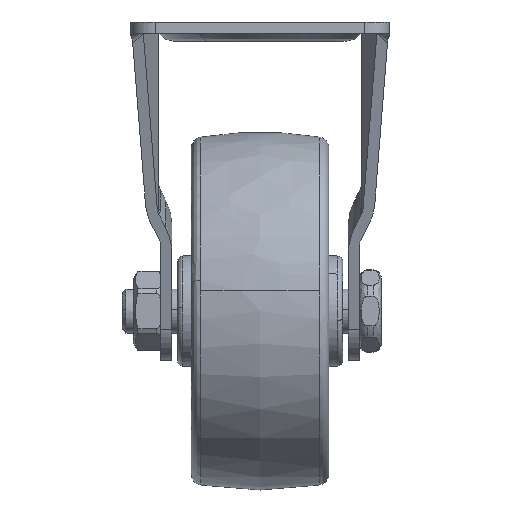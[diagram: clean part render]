
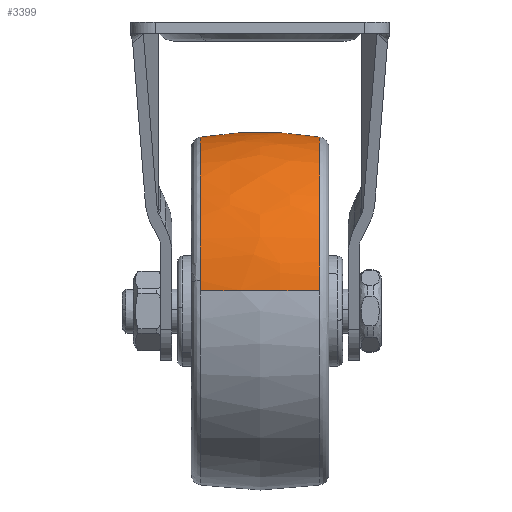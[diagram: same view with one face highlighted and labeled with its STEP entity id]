
A CAD part, left-side view. The second image highlights one B-rep face of the part: STEP entity #3399.
In plain terms, the highlighted free-form (B-spline) face has degree [2, 2] with [5, 3] control points.
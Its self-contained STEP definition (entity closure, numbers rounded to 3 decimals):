
#1685=CARTESIAN_POINT('',(0.0,-10.833,31.591));
#1686=VERTEX_POINT('',#1685);
#1700=CARTESIAN_POINT('',(-31.38,-10.833,3.648));
#1701=VERTEX_POINT('',#1700);
#1702=CARTESIAN_POINT('',(0.0,-10.833,31.591));
#1703=CARTESIAN_POINT('',(-28.131,-10.833,31.591));
#1704=CARTESIAN_POINT('',(-31.38,-10.833,3.648));
#1712=(BOUNDED_CURVE()B_SPLINE_CURVE(2,(#1702,#1703,#1704),.UNSPECIFIED.,.F.,.U.)B_SPLINE_CURVE_WITH_KNOTS((3,3),(0.5,0.73),.UNSPECIFIED.)CURVE()GEOMETRIC_REPRESENTATION_ITEM()RATIONAL_B_SPLINE_CURVE((1.0,0.731,0.957))REPRESENTATION_ITEM(''));
#1713=EDGE_CURVE('',#1686,#1701,#1712,.T.);
#1774=CARTESIAN_POINT('',(0.0,10.833,31.591));
#1775=VERTEX_POINT('',#1774);
#1838=CARTESIAN_POINT('',(-31.103,10.833,5.529));
#1839=VERTEX_POINT('',#1838);
#1853=CARTESIAN_POINT('',(0.0,10.833,31.591));
#1854=CARTESIAN_POINT('',(-26.47,10.833,31.591));
#1855=CARTESIAN_POINT('',(-31.103,10.833,5.529));
#1863=(BOUNDED_CURVE()B_SPLINE_CURVE(2,(#1853,#1854,#1855),.UNSPECIFIED.,.F.,.U.)B_SPLINE_CURVE_WITH_KNOTS((3,3),(0.5,0.72),.UNSPECIFIED.)CURVE()GEOMETRIC_REPRESENTATION_ITEM()RATIONAL_B_SPLINE_CURVE((1.0,0.742,0.938))REPRESENTATION_ITEM(''));
#1864=EDGE_CURVE('',#1775,#1839,#1863,.T.);
#1913=CARTESIAN_POINT('',(-31.38,10.833,3.648));
#1914=VERTEX_POINT('',#1913);
#1930=CARTESIAN_POINT('',(-31.103,10.833,5.529));
#1931=CARTESIAN_POINT('',(-31.27,10.833,4.593));
#1932=CARTESIAN_POINT('',(-31.38,10.833,3.648));
#1940=(BOUNDED_CURVE()B_SPLINE_CURVE(2,(#1930,#1931,#1932),.UNSPECIFIED.,.F.,.U.)B_SPLINE_CURVE_WITH_KNOTS((3,3),(0.72,0.73),.UNSPECIFIED.)CURVE()GEOMETRIC_REPRESENTATION_ITEM()RATIONAL_B_SPLINE_CURVE((0.938,0.947,0.957))REPRESENTATION_ITEM(''));
#1941=EDGE_CURVE('',#1839,#1914,#1940,.T.);
#3330=CARTESIAN_POINT('',(-31.38,-10.833,3.648));
#3331=CARTESIAN_POINT('',(-32.283,-5.455,3.753));
#3332=CARTESIAN_POINT('',(-32.283,0.,3.753));
#3333=CARTESIAN_POINT('',(-32.283,5.455,3.753));
#3334=CARTESIAN_POINT('',(-31.38,10.833,3.648));
#3342=(BOUNDED_CURVE()B_SPLINE_CURVE(2,(#3330,#3331,#3332,#3333,#3334),.UNSPECIFIED.,.F.,.U.)B_SPLINE_CURVE_WITH_KNOTS((3,2,3),(0.418,0.5,0.582),.UNSPECIFIED.)CURVE()GEOMETRIC_REPRESENTATION_ITEM()RATIONAL_B_SPLINE_CURVE((0.922,0.936,0.957,0.936,0.922))REPRESENTATION_ITEM(''));
#3343=EDGE_CURVE('',#1701,#1914,#3342,.T.);
#3348=CARTESIAN_POINT('',(0.0,-10.833,31.591));
#3349=CARTESIAN_POINT('',(0.0,-5.455,32.5));
#3350=CARTESIAN_POINT('',(0.0,0.,32.5));
#3351=CARTESIAN_POINT('',(0.0,5.455,32.5));
#3352=CARTESIAN_POINT('',(0.0,10.833,31.591));
#3360=(BOUNDED_CURVE()B_SPLINE_CURVE(2,(#3348,#3349,#3350,#3351,#3352),.UNSPECIFIED.,.F.,.U.)B_SPLINE_CURVE_WITH_KNOTS((3,2,3),(0.418,0.5,0.582),.UNSPECIFIED.)CURVE()GEOMETRIC_REPRESENTATION_ITEM()RATIONAL_B_SPLINE_CURVE((0.963,0.978,1.0,0.978,0.963))REPRESENTATION_ITEM(''));
#3361=EDGE_CURVE('',#1686,#1775,#3360,.T.);
#3369=CARTESIAN_POINT('',(0.0,-11.924,31.397));
#3370=CARTESIAN_POINT('',(0.0,-6.013,32.5));
#3371=CARTESIAN_POINT('',(0.0,0.,32.5));
#3372=CARTESIAN_POINT('',(0.0,6.013,32.5));
#3373=CARTESIAN_POINT('',(0.0,11.924,31.397));
#3374=CARTESIAN_POINT('',(-27.959,-11.924,31.397));
#3375=CARTESIAN_POINT('',(-28.941,-6.013,32.5));
#3376=CARTESIAN_POINT('',(-28.941,0.,32.5));
#3377=CARTESIAN_POINT('',(-28.941,6.013,32.5));
#3378=CARTESIAN_POINT('',(-27.959,11.924,31.397));
#3379=CARTESIAN_POINT('',(-31.187,-11.924,3.625));
#3380=CARTESIAN_POINT('',(-32.283,-6.013,3.753));
#3381=CARTESIAN_POINT('',(-32.283,0.,3.753));
#3382=CARTESIAN_POINT('',(-32.283,6.013,3.753));
#3383=CARTESIAN_POINT('',(-31.187,11.924,3.625));
#3391=(BOUNDED_SURFACE()B_SPLINE_SURFACE(2,2,((#3369,#3374,#3379),(#3370,#3375,#3380),(#3371,#3376,#3381),(#3372,#3377,#3382),(#3373,#3378,#3383)),.UNSPECIFIED.,.F.,.F.,.U.)B_SPLINE_SURFACE_WITH_KNOTS((3,2,3),(3,3),(0.0,12.22,24.44),(0.0,49.486),.UNSPECIFIED.)GEOMETRIC_REPRESENTATION_ITEM()RATIONAL_B_SPLINE_SURFACE(((0.96,0.702,0.919),(0.976,0.713,0.934),(1.0,0.731,0.957),(0.976,0.713,0.934),(0.96,0.702,0.919)))REPRESENTATION_ITEM('')SURFACE());
#3392=ORIENTED_EDGE('',*,*,#1713,.F.);
#3393=ORIENTED_EDGE('',*,*,#3361,.T.);
#3394=ORIENTED_EDGE('',*,*,#1864,.T.);
#3395=ORIENTED_EDGE('',*,*,#1941,.T.);
#3396=ORIENTED_EDGE('',*,*,#3343,.F.);
#3397=EDGE_LOOP('',(#3392,#3393,#3394,#3395,#3396));
#3398=FACE_OUTER_BOUND('',#3397,.T.);
#3399=ADVANCED_FACE('',(#3398),#3391,.T.);
